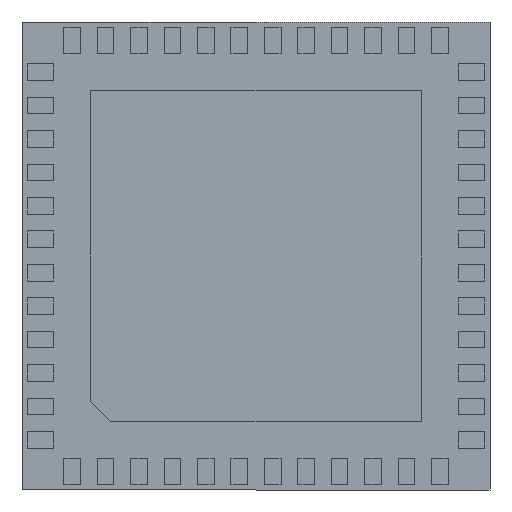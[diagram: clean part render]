
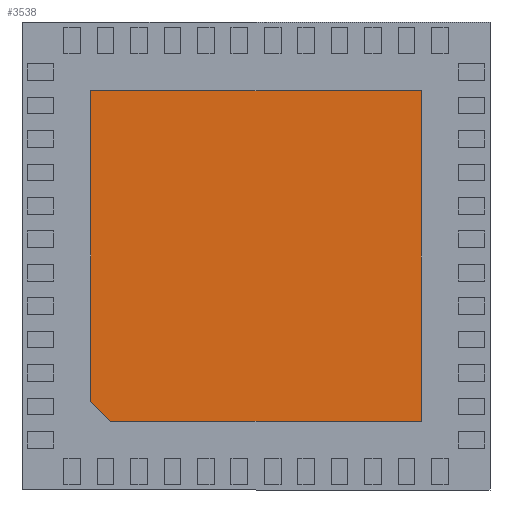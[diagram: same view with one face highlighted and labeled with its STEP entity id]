
A CAD part, front view. The second image highlights one B-rep face of the part: STEP entity #3538.
In plain terms, the highlighted planar face has unit normal (0, -1, 0).
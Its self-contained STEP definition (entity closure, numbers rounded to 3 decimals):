
#519 = AXIS2_PLACEMENT_3D ( 'NONE', #2709, #11248, #524 ) ;
#524 = DIRECTION ( 'NONE',  ( 0., 0., 1. ) ) ;
#1142 = LINE ( 'NONE', #15033, #6039 ) ;
#1842 = VECTOR ( 'NONE', #6445, 1000. ) ;
#2148 = VERTEX_POINT ( 'NONE', #10087 ) ;
#2527 = EDGE_CURVE ( 'NONE', #2148, #3246, #3167, .T. ) ;
#2709 = CARTESIAN_POINT ( 'NONE',  ( 0., 0., 0. ) ) ;
#2712 = DIRECTION ( 'NONE',  ( 0., 0., 1. ) ) ;
#3167 = LINE ( 'NONE', #12743, #15214 ) ;
#3246 = VERTEX_POINT ( 'NONE', #8618 ) ;
#3538 = ADVANCED_FACE ( 'NONE', ( #6391 ), #13609, .F. ) ;
#4639 = VERTEX_POINT ( 'NONE', #9221 ) ;
#5282 = LINE ( 'NONE', #13449, #6433 ) ;
#5530 = EDGE_CURVE ( 'NONE', #3246, #9379, #6097, .T. ) ;
#5860 = CARTESIAN_POINT ( 'NONE',  ( 0., 0., 2.475 ) ) ;
#6039 = VECTOR ( 'NONE', #15315, 1000. ) ;
#6097 = LINE ( 'NONE', #5860, #10984 ) ;
#6281 = ORIENTED_EDGE ( 'NONE', *, *, #9780, .F. ) ;
#6366 = EDGE_LOOP ( 'NONE', ( #6281, #10399, #7281, #14436, #12172 ) ) ;
#6391 = FACE_OUTER_BOUND ( 'NONE', #6366, .T. ) ;
#6433 = VECTOR ( 'NONE', #2712, 1000. ) ;
#6445 = DIRECTION ( 'NONE',  ( -0.707, 0., 0.707 ) ) ;
#6618 = DIRECTION ( 'NONE',  ( 0., 0., 1. ) ) ;
#7281 = ORIENTED_EDGE ( 'NONE', *, *, #2527, .T. ) ;
#8106 = CARTESIAN_POINT ( 'NONE',  ( -2.475, 0., -2.175 ) ) ;
#8618 = CARTESIAN_POINT ( 'NONE',  ( 2.475, 0., 2.475 ) ) ;
#9221 = CARTESIAN_POINT ( 'NONE',  ( -2.175, 0., -2.475 ) ) ;
#9379 = VERTEX_POINT ( 'NONE', #10241 ) ;
#9780 = EDGE_CURVE ( 'NONE', #4639, #14648, #14746, .T. ) ;
#10087 = CARTESIAN_POINT ( 'NONE',  ( 2.475, 0., -2.475 ) ) ;
#10195 = CARTESIAN_POINT ( 'NONE',  ( -2.325, 0., -2.325 ) ) ;
#10241 = CARTESIAN_POINT ( 'NONE',  ( -2.475, 0., 2.475 ) ) ;
#10399 = ORIENTED_EDGE ( 'NONE', *, *, #11552, .F. ) ;
#10984 = VECTOR ( 'NONE', #11899, 1000. ) ;
#11248 = DIRECTION ( 'NONE',  ( 0., 1., 0. ) ) ;
#11552 = EDGE_CURVE ( 'NONE', #2148, #4639, #1142, .T. ) ;
#11899 = DIRECTION ( 'NONE',  ( -1., 0., 0. ) ) ;
#12172 = ORIENTED_EDGE ( 'NONE', *, *, #14532, .F. ) ;
#12743 = CARTESIAN_POINT ( 'NONE',  ( 2.475, 0., 0. ) ) ;
#13449 = CARTESIAN_POINT ( 'NONE',  ( -2.475, 0., 0. ) ) ;
#13609 = PLANE ( 'NONE',  #519 ) ;
#14436 = ORIENTED_EDGE ( 'NONE', *, *, #5530, .T. ) ;
#14532 = EDGE_CURVE ( 'NONE', #14648, #9379, #5282, .T. ) ;
#14648 = VERTEX_POINT ( 'NONE', #8106 ) ;
#14746 = LINE ( 'NONE', #10195, #1842 ) ;
#15033 = CARTESIAN_POINT ( 'NONE',  ( 0., 0., -2.475 ) ) ;
#15214 = VECTOR ( 'NONE', #6618, 1000. ) ;
#15315 = DIRECTION ( 'NONE',  ( -1., 0., 0. ) ) ;
